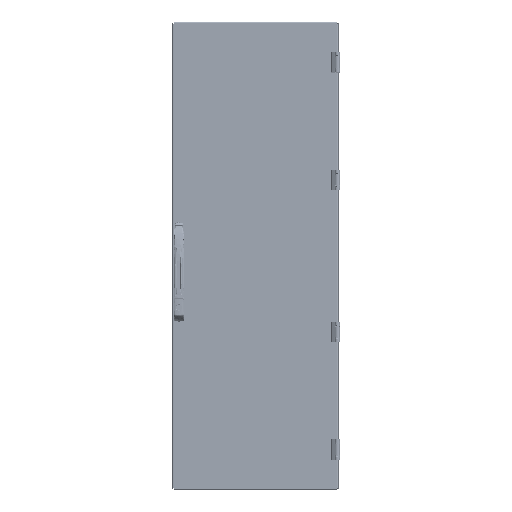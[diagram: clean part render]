
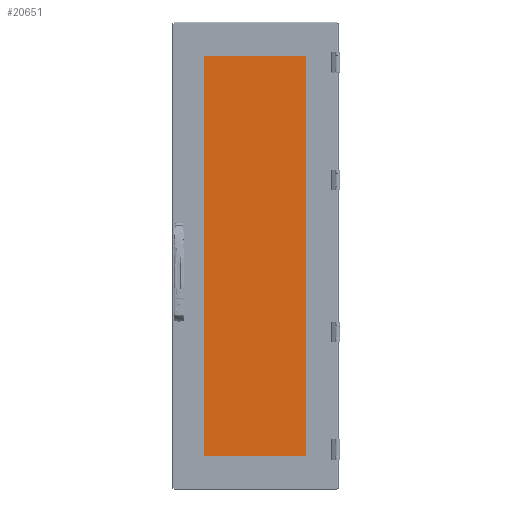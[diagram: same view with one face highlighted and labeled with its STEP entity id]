
A CAD part, top view. The second image highlights one B-rep face of the part: STEP entity #20651.
In plain terms, the highlighted planar face has unit normal (0, 0, 1).
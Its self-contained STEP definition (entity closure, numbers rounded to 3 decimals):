
#1474 = VERTEX_POINT ( 'NONE', #9721 ) ;
#5528 = CARTESIAN_POINT ( 'NONE',  ( -173.25, -611.05, 4. ) ) ;
#8430 = VERTEX_POINT ( 'NONE', #5528 ) ;
#8938 = CARTESIAN_POINT ( 'NONE',  ( 173.25, -611.05, 4. ) ) ;
#9721 = CARTESIAN_POINT ( 'NONE',  ( -173.25, 611.05, 4. ) ) ;
#10635 = PLANE ( 'NONE',  #73672 ) ;
#15204 = LINE ( 'NONE', #8938, #49196 ) ;
#16502 = CARTESIAN_POINT ( 'NONE',  ( 0., 0., 4. ) ) ;
#19308 = ORIENTED_EDGE ( 'NONE', *, *, #72550, .T. ) ;
#19494 = CARTESIAN_POINT ( 'NONE',  ( 173.25, 611.05, 4. ) ) ;
#20651 = ADVANCED_FACE ( 'NONE', ( #44738 ), #10635, .F. ) ;
#20702 = LINE ( 'NONE', #48055, #45191 ) ;
#23594 = EDGE_CURVE ( 'NONE', #64397, #59013, #15204, .T. ) ;
#26072 = EDGE_LOOP ( 'NONE', ( #29248, #19308, #66493, #49338 ) ) ;
#27639 = EDGE_CURVE ( 'NONE', #1474, #8430, #37059, .T. ) ;
#29248 = ORIENTED_EDGE ( 'NONE', *, *, #23594, .T. ) ;
#36294 = DIRECTION ( 'NONE',  ( 0., 1., 0. ) ) ;
#36594 = VECTOR ( 'NONE', #56805, 1000. ) ;
#36692 = DIRECTION ( 'NONE',  ( 0., 0., -1. ) ) ;
#37059 = LINE ( 'NONE', #69792, #36594 ) ;
#44280 = DIRECTION ( 'NONE',  ( -1., 0., 0. ) ) ;
#44738 = FACE_OUTER_BOUND ( 'NONE', #26072, .T. ) ;
#45191 = VECTOR ( 'NONE', #75418, 1000. ) ;
#48055 = CARTESIAN_POINT ( 'NONE',  ( -173.25, -611.05, 4. ) ) ;
#49196 = VECTOR ( 'NONE', #36294, 1000. ) ;
#49338 = ORIENTED_EDGE ( 'NONE', *, *, #55280, .T. ) ;
#52648 = DIRECTION ( 'NONE',  ( -1., 0., 0. ) ) ;
#55280 = EDGE_CURVE ( 'NONE', #8430, #64397, #20702, .T. ) ;
#56805 = DIRECTION ( 'NONE',  ( 0., -1., 0. ) ) ;
#58537 = VECTOR ( 'NONE', #52648, 1000. ) ;
#59013 = VERTEX_POINT ( 'NONE', #19494 ) ;
#64397 = VERTEX_POINT ( 'NONE', #77205 ) ;
#66493 = ORIENTED_EDGE ( 'NONE', *, *, #27639, .T. ) ;
#67394 = LINE ( 'NONE', #74588, #58537 ) ;
#69792 = CARTESIAN_POINT ( 'NONE',  ( -173.25, -611.05, 4. ) ) ;
#72550 = EDGE_CURVE ( 'NONE', #59013, #1474, #67394, .T. ) ;
#73672 = AXIS2_PLACEMENT_3D ( 'NONE', #16502, #36692, #44280 ) ;
#74588 = CARTESIAN_POINT ( 'NONE',  ( -173.25, 611.05, 4. ) ) ;
#75418 = DIRECTION ( 'NONE',  ( 1., 0., 0. ) ) ;
#77205 = CARTESIAN_POINT ( 'NONE',  ( 173.25, -611.05, 4. ) ) ;
